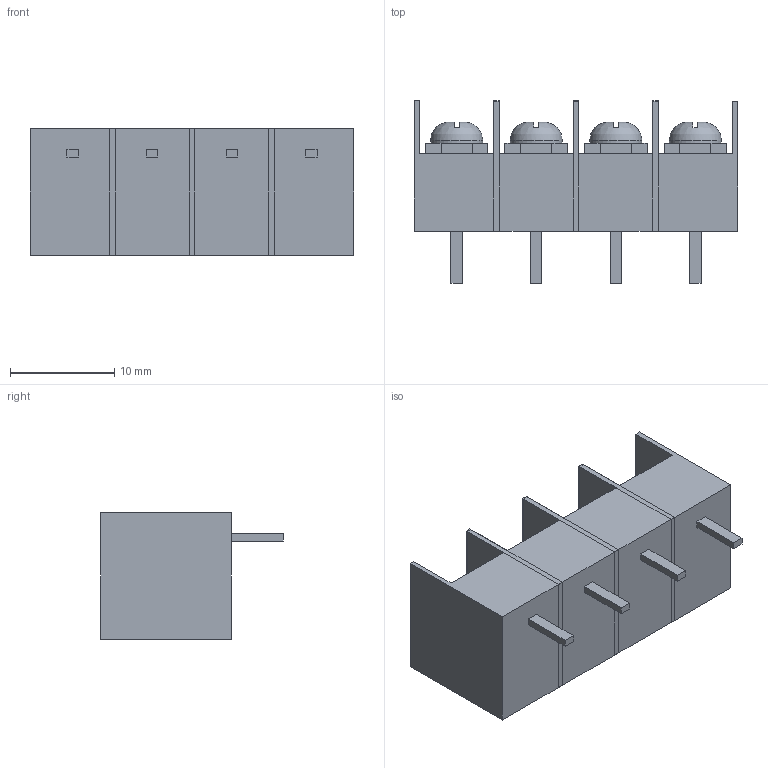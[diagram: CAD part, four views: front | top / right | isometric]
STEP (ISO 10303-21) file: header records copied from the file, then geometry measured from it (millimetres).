
FILE_DESCRIPTION(/* description */ (''),/* implementation_level */ '2;1');
FILE_NAME(/* name */ 'KP7.62x4 v2.step',/* time_stamp */ '2018-06-14T16:06:44+01:00',/* author */ ('SJouet'),/* organization */ (''),/* preprocessor_version */ 'ST-DEVELOPER v17',/* originating_system */ 'Autodesk Translation Framework v7.1.0.215',/* authorisation */ '');
FILE_SCHEMA (('AUTOMOTIVE_DESIGN { 1 0 10303 214 3 1 1 }'));
Length unit declared in the file: millimetre
Products named in the file (2): KP7.62x4; KP7.62x1
Assembly tree (4 placements, depth 2):
  KP7.62x4
    KP7.62x1  x4
Bounding box: 30.98 x 17.5 x 12.1 mm (x, y, z)
Volume: 3456.1 mm3; surface area: 3639.3 mm2
Topology: 12 solids, 12 shells, 196 faces, 504 edges, 336 vertices
Faces by surface type: plane 188, bspline 4, cylinder 4
Full cylindrical faces by diameter (mm): 5 x4
Entity records: 1628 total; most frequent: CARTESIAN_POINT 370, ORIENTED_EDGE 252, DIRECTION 227, EDGE_CURVE 126, LINE 105, VECTOR 105, VERTEX_POINT 84, AXIS2_PLACEMENT_3D 61
